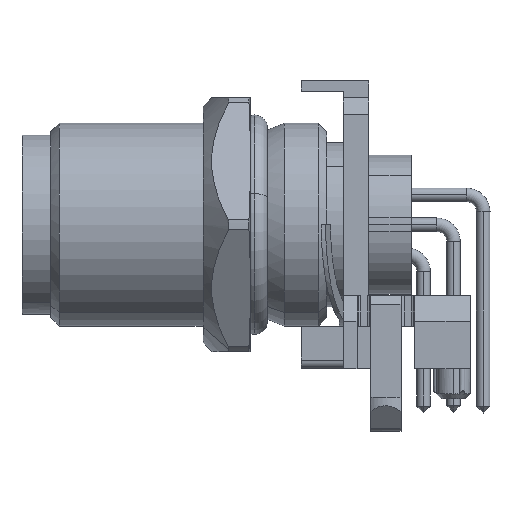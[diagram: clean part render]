
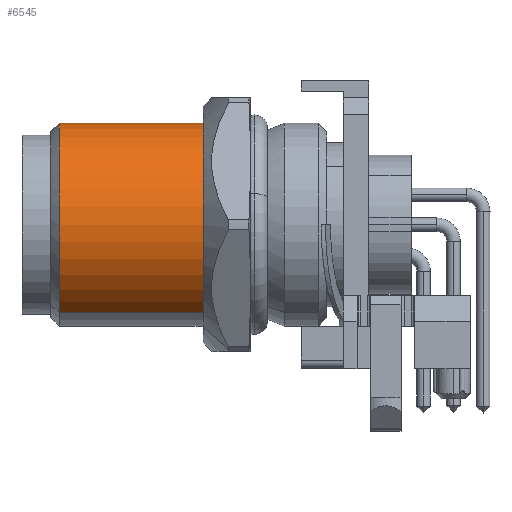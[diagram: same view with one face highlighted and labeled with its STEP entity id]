
A CAD part, left-side view. The second image highlights one B-rep face of the part: STEP entity #6545.
In plain terms, the highlighted cylindrical face has radius 6 mm (diameter 12 mm), a partial arc.
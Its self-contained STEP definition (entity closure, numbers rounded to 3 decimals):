
#6474=AXIS2_PLACEMENT_3D('Circle Axis2P3D',#6472,#6473,$) ;
#6495=AXIS2_PLACEMENT_3D('Circle Axis2P3D',#6493,#6494,$) ;
#6537=AXIS2_PLACEMENT_3D('Cylinder Axis2P3D',#6534,#6535,#6536) ;
#6445=CARTESIAN_POINT('Vertex',(6.5,25.46,7.004)) ;
#6452=CARTESIAN_POINT('Vertex',(12.5,25.46,17.396)) ;
#6472=CARTESIAN_POINT('Axis2P3D Location',(9.5,25.46,12.2)) ;
#6493=CARTESIAN_POINT('Axis2P3D Location',(9.5,16.96,12.2)) ;
#6497=CARTESIAN_POINT('Vertex',(6.5,16.96,7.004)) ;
#6499=CARTESIAN_POINT('Vertex',(12.5,16.96,17.396)) ;
#6517=CARTESIAN_POINT('Line Origine',(6.5,21.46,7.004)) ;
#6522=CARTESIAN_POINT('Line Origine',(12.5,21.46,17.396)) ;
#6534=CARTESIAN_POINT('Axis2P3D Location',(9.5,21.46,12.2)) ;
#6473=DIRECTION('Axis2P3D Direction',(0.,-1.,0.)) ;
#6494=DIRECTION('Axis2P3D Direction',(0.,1.,0.)) ;
#6518=DIRECTION('Vector Direction',(0.,1.,0.)) ;
#6523=DIRECTION('Vector Direction',(0.,1.,0.)) ;
#6535=DIRECTION('Axis2P3D Direction',(0.,1.,0.)) ;
#6536=DIRECTION('Axis2P3D XDirection',(-0.5,0.,-0.866)) ;
#6519=VECTOR('Line Direction',#6518,1.) ;
#6524=VECTOR('Line Direction',#6523,1.) ;
#6540=ORIENTED_EDGE('',*,*,#6526,.F.) ;
#6541=ORIENTED_EDGE('',*,*,#6476,.F.) ;
#6542=ORIENTED_EDGE('',*,*,#6521,.F.) ;
#6543=ORIENTED_EDGE('',*,*,#6501,.T.) ;
#6545=ADVANCED_FACE('Hauptk\X2\00F6\X0\rper',(#6544),#6538,.T.) ;
#6475=CIRCLE('generated circle',#6474,6.) ;
#6496=CIRCLE('generated circle',#6495,6.) ;
#6538=CYLINDRICAL_SURFACE('generated cylinder',#6537,6.) ;
#6476=EDGE_CURVE('',#6446,#6453,#6475,.F.) ;
#6501=EDGE_CURVE('',#6498,#6500,#6496,.T.) ;
#6521=EDGE_CURVE('',#6498,#6446,#6520,.T.) ;
#6526=EDGE_CURVE('',#6453,#6500,#6525,.F.) ;
#6539=EDGE_LOOP('',(#6540,#6541,#6542,#6543)) ;
#6544=FACE_OUTER_BOUND('',#6539,.T.) ;
#6520=LINE('Line',#6517,#6519) ;
#6525=LINE('Line',#6522,#6524) ;
#6446=VERTEX_POINT('',#6445) ;
#6453=VERTEX_POINT('',#6452) ;
#6498=VERTEX_POINT('',#6497) ;
#6500=VERTEX_POINT('',#6499) ;
